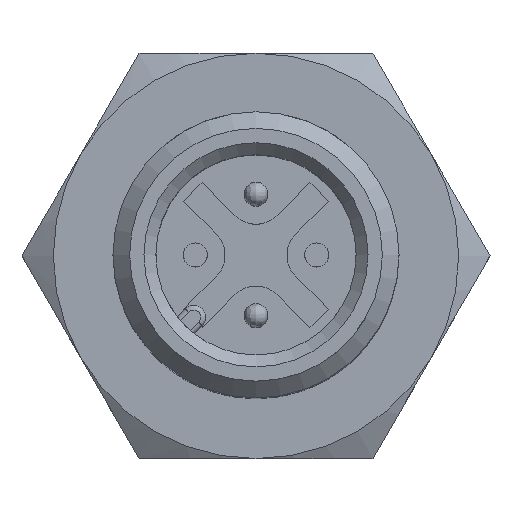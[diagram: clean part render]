
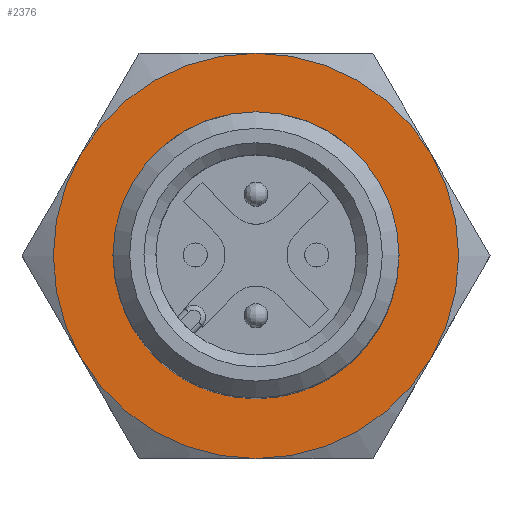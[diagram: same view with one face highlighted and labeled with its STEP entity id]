
A CAD part, top view. The second image highlights one B-rep face of the part: STEP entity #2376.
In plain terms, the highlighted face is planar.
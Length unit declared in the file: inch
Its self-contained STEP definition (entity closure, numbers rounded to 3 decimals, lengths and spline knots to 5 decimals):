
#32 = CIRCLE ( 'NONE', #1191, 0.33465 ) ;
#34 = DIRECTION ( 'NONE',  ( 1., 0., 0. ) ) ;
#51 = DIRECTION ( 'NONE',  ( 0., 1., 0. ) ) ;
#85 = EDGE_LOOP ( 'NONE', ( #2292, #466, #2274, #1839, #542, #1998 ) ) ;
#115 = DIRECTION ( 'NONE',  ( -1., 0., 0. ) ) ;
#171 = DIRECTION ( 'NONE',  ( 1., 0., 0. ) ) ;
#257 = DIRECTION ( 'NONE',  ( 1., 0., 0. ) ) ;
#281 = CIRCLE ( 'NONE', #573, 0.33465 ) ;
#290 = EDGE_CURVE ( 'NONE', #905, #1606, #403, .T. ) ;
#319 = CARTESIAN_POINT ( 'NONE',  ( 0.16732, -0.03937, 0.28981 ) ) ;
#358 = AXIS2_PLACEMENT_3D ( 'NONE', #377, #1174, #916 ) ;
#363 = CIRCLE ( 'NONE', #2004, 0.33465 ) ;
#368 = VERTEX_POINT ( 'NONE', #2522 ) ;
#377 = CARTESIAN_POINT ( 'NONE',  ( 0., -0.03937, 0. ) ) ;
#402 = CIRCLE ( 'NONE', #358, 0.33465 ) ;
#403 = CIRCLE ( 'NONE', #1193, 0.33465 ) ;
#454 = AXIS2_PLACEMENT_3D ( 'NONE', #1999, #669, #257 ) ;
#466 = ORIENTED_EDGE ( 'NONE', *, *, #1837, .F. ) ;
#542 = ORIENTED_EDGE ( 'NONE', *, *, #290, .F. ) ;
#573 = AXIS2_PLACEMENT_3D ( 'NONE', #1612, #1598, #2371 ) ;
#594 = CARTESIAN_POINT ( 'NONE',  ( -0.33465, -0.03937, 0. ) ) ;
#642 = CARTESIAN_POINT ( 'NONE',  ( 0., -0.03937, 0. ) ) ;
#669 = DIRECTION ( 'NONE',  ( 0., 1., 0. ) ) ;
#877 = FACE_OUTER_BOUND ( 'NONE', #85, .T. ) ;
#895 = DIRECTION ( 'NONE',  ( 0., -1., 0. ) ) ;
#905 = VERTEX_POINT ( 'NONE', #594 ) ;
#916 = DIRECTION ( 'NONE',  ( 1., 0., 0. ) ) ;
#922 = VERTEX_POINT ( 'NONE', #2277 ) ;
#969 = CARTESIAN_POINT ( 'NONE',  ( 0.16732, -0.03937, -0.28981 ) ) ;
#993 = CIRCLE ( 'NONE', #1123, 0.33465 ) ;
#1022 = EDGE_CURVE ( 'NONE', #922, #922, #2053, .T. ) ;
#1065 = CARTESIAN_POINT ( 'NONE',  ( 0., -0.03937, 0. ) ) ;
#1123 = AXIS2_PLACEMENT_3D ( 'NONE', #1919, #1546, #2308 ) ;
#1130 = CARTESIAN_POINT ( 'NONE',  ( 0., -0.03937, 0. ) ) ;
#1174 = DIRECTION ( 'NONE',  ( 0., 1., 0. ) ) ;
#1191 = AXIS2_PLACEMENT_3D ( 'NONE', #1130, #1944, #171 ) ;
#1193 = AXIS2_PLACEMENT_3D ( 'NONE', #642, #51, #2204 ) ;
#1283 = AXIS2_PLACEMENT_3D ( 'NONE', #1065, #895, #115 ) ;
#1410 = CARTESIAN_POINT ( 'NONE',  ( 0., -0.03937, 0. ) ) ;
#1529 = VERTEX_POINT ( 'NONE', #319 ) ;
#1546 = DIRECTION ( 'NONE',  ( 0., 1., 0. ) ) ;
#1582 = VERTEX_POINT ( 'NONE', #2466 ) ;
#1590 = DIRECTION ( 'NONE',  ( 0., 1., 0. ) ) ;
#1598 = DIRECTION ( 'NONE',  ( 0., 1., 0. ) ) ;
#1606 = VERTEX_POINT ( 'NONE', #2317 ) ;
#1612 = CARTESIAN_POINT ( 'NONE',  ( 0., -0.03937, 0. ) ) ;
#1636 = EDGE_CURVE ( 'NONE', #2013, #368, #32, .T. ) ;
#1665 = EDGE_CURVE ( 'NONE', #1606, #1529, #402, .T. ) ;
#1692 = EDGE_CURVE ( 'NONE', #368, #905, #281, .T. ) ;
#1837 = EDGE_CURVE ( 'NONE', #1582, #2013, #363, .T. ) ;
#1839 = ORIENTED_EDGE ( 'NONE', *, *, #1665, .F. ) ;
#1919 = CARTESIAN_POINT ( 'NONE',  ( 0., -0.03937, 0. ) ) ;
#1944 = DIRECTION ( 'NONE',  ( 0., 1., 0. ) ) ;
#1959 = EDGE_CURVE ( 'NONE', #1529, #1582, #993, .T. ) ;
#1998 = ORIENTED_EDGE ( 'NONE', *, *, #1692, .F. ) ;
#1999 = CARTESIAN_POINT ( 'NONE',  ( 0., -0.03937, -0.33465 ) ) ;
#2004 = AXIS2_PLACEMENT_3D ( 'NONE', #1410, #1590, #34 ) ;
#2013 = VERTEX_POINT ( 'NONE', #969 ) ;
#2014 = PLANE ( 'NONE',  #454 ) ;
#2023 = ORIENTED_EDGE ( 'NONE', *, *, #1022, .F. ) ;
#2039 = FACE_BOUND ( 'NONE', #2259, .T. ) ;
#2053 = CIRCLE ( 'NONE', #1283, 0.23622 ) ;
#2204 = DIRECTION ( 'NONE',  ( 1., 0., 0. ) ) ;
#2259 = EDGE_LOOP ( 'NONE', ( #2023 ) ) ;
#2274 = ORIENTED_EDGE ( 'NONE', *, *, #1959, .F. ) ;
#2277 = CARTESIAN_POINT ( 'NONE',  ( -0.23622, -0.03937, 0. ) ) ;
#2292 = ORIENTED_EDGE ( 'NONE', *, *, #1636, .F. ) ;
#2308 = DIRECTION ( 'NONE',  ( 1., 0., 0. ) ) ;
#2317 = CARTESIAN_POINT ( 'NONE',  ( -0.16732, -0.03937, 0.28981 ) ) ;
#2371 = DIRECTION ( 'NONE',  ( 1., 0., 0. ) ) ;
#2376 = ADVANCED_FACE ( 'NONE', ( #877, #2039 ), #2014, .F. ) ;
#2466 = CARTESIAN_POINT ( 'NONE',  ( 0.33465, -0.03937, 0. ) ) ;
#2522 = CARTESIAN_POINT ( 'NONE',  ( -0.16732, -0.03937, -0.28981 ) ) ;
